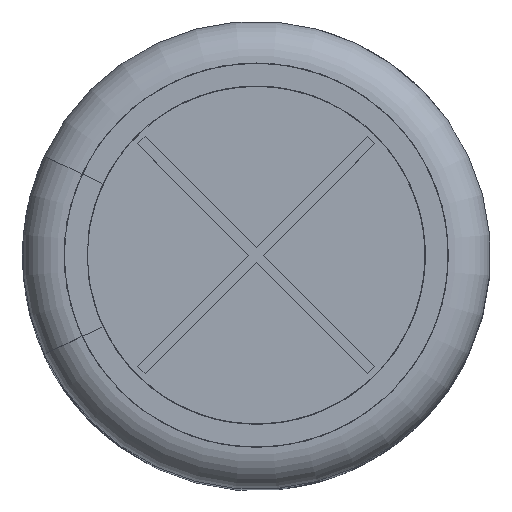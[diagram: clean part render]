
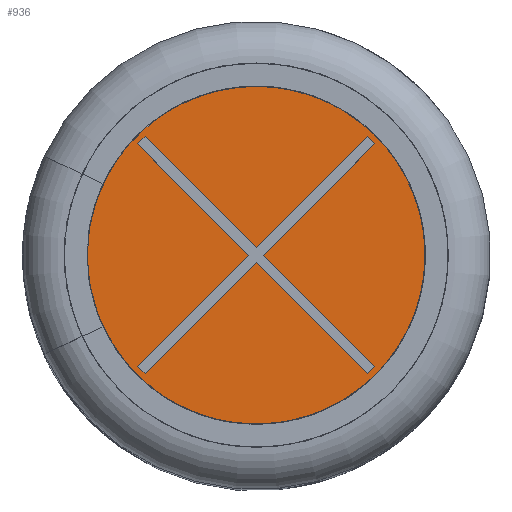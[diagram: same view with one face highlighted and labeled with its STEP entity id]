
A CAD part, top view. The second image highlights one B-rep face of the part: STEP entity #936.
In plain terms, the highlighted planar face has unit normal (0, 0, 1).
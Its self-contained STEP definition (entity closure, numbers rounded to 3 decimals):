
#936 = ADVANCED_FACE( '', ( #2265, #2266 ), #2267, .T. );
#2265 = FACE_OUTER_BOUND( '', #6374, .T. );
#2266 = FACE_BOUND( '', #6375, .T. );
#2267 = PLANE( '', #6376 );
#6374 = EDGE_LOOP( '', ( #14116 ) );
#6375 = EDGE_LOOP( '', ( #14117, #14118, #14119, #14120, #14121, #14122, #14123, #14124, #14125, #14126, #14127, #14128 ) );
#6376 = AXIS2_PLACEMENT_3D( '', #14129, #14130, #14131 );
#14116 = ORIENTED_EDGE( '', *, *, #17438, .F. );
#14117 = ORIENTED_EDGE( '', *, *, #17563, .T. );
#14118 = ORIENTED_EDGE( '', *, *, #17564, .T. );
#14119 = ORIENTED_EDGE( '', *, *, #17565, .T. );
#14120 = ORIENTED_EDGE( '', *, *, #17566, .T. );
#14121 = ORIENTED_EDGE( '', *, *, #17567, .T. );
#14122 = ORIENTED_EDGE( '', *, *, #17568, .T. );
#14123 = ORIENTED_EDGE( '', *, *, #17569, .T. );
#14124 = ORIENTED_EDGE( '', *, *, #16944, .T. );
#14125 = ORIENTED_EDGE( '', *, *, #16635, .T. );
#14126 = ORIENTED_EDGE( '', *, *, #17570, .T. );
#14127 = ORIENTED_EDGE( '', *, *, #17427, .T. );
#14128 = ORIENTED_EDGE( '', *, *, #17571, .T. );
#14129 = CARTESIAN_POINT( '', ( -6.568, 0., 31.28 ) );
#14130 = DIRECTION( '', ( 0., 0., 1. ) );
#14131 = DIRECTION( '', ( 1., 0., 0. ) );
#16635 = EDGE_CURVE( '', #18510, #18511, #18512, .T. );
#16944 = EDGE_CURVE( '', #19035, #18510, #19036, .T. );
#17427 = EDGE_CURVE( '', #19841, #19842, #19843, .T. );
#17438 = EDGE_CURVE( '', #19858, #19858, #19859, .T. );
#17563 = EDGE_CURVE( '', #20036, #20037, #20038, .T. );
#17564 = EDGE_CURVE( '', #20037, #20039, #20040, .T. );
#17565 = EDGE_CURVE( '', #20039, #20041, #20042, .T. );
#17566 = EDGE_CURVE( '', #20041, #20043, #20044, .T. );
#17567 = EDGE_CURVE( '', #20043, #20045, #20046, .T. );
#17568 = EDGE_CURVE( '', #20045, #20047, #20048, .T. );
#17569 = EDGE_CURVE( '', #20047, #19035, #20049, .T. );
#17570 = EDGE_CURVE( '', #18511, #19841, #20050, .T. );
#17571 = EDGE_CURVE( '', #19842, #20036, #20051, .T. );
#18510 = VERTEX_POINT( '', #21623 );
#18511 = VERTEX_POINT( '', #21624 );
#18512 = LINE( '', #21625, #21626 );
#19035 = VERTEX_POINT( '', #22842 );
#19036 = LINE( '', #22843, #22844 );
#19841 = VERTEX_POINT( '', #25008 );
#19842 = VERTEX_POINT( '', #25009 );
#19843 = LINE( '', #25010, #25011 );
#19858 = VERTEX_POINT( '', #25031 );
#19859 = CIRCLE( '', #25032, 6.568 );
#20036 = VERTEX_POINT( '', #25464 );
#20037 = VERTEX_POINT( '', #25465 );
#20038 = LINE( '', #25466, #25467 );
#20039 = VERTEX_POINT( '', #25468 );
#20040 = LINE( '', #25469, #25470 );
#20041 = VERTEX_POINT( '', #25471 );
#20042 = LINE( '', #25472, #25473 );
#20043 = VERTEX_POINT( '', #25474 );
#20044 = LINE( '', #25475, #25476 );
#20045 = VERTEX_POINT( '', #25477 );
#20046 = LINE( '', #25478, #25479 );
#20047 = VERTEX_POINT( '', #25480 );
#20048 = LINE( '', #25481, #25482 );
#20049 = LINE( '', #25483, #25484 );
#20050 = LINE( '', #25485, #25486 );
#20051 = LINE( '', #25487, #25488 );
#21623 = CARTESIAN_POINT( '', ( 0., -0.251, 31.28 ) );
#21624 = CARTESIAN_POINT( '', ( -3.801, -4.052, 31.28 ) );
#21625 = CARTESIAN_POINT( '', ( 0., -0.251, 31.28 ) );
#21626 = VECTOR( '', #27449, 1000. );
#22842 = CARTESIAN_POINT( '', ( 3.801, -4.052, 31.28 ) );
#22843 = CARTESIAN_POINT( '', ( 0., -0.251, 31.28 ) );
#22844 = VECTOR( '', #27774, 1000. );
#25008 = CARTESIAN_POINT( '', ( -4.052, -3.801, 31.28 ) );
#25009 = CARTESIAN_POINT( '', ( -0.251, 0., 31.28 ) );
#25010 = CARTESIAN_POINT( '', ( -0.251, 0., 31.28 ) );
#25011 = VECTOR( '', #28312, 1000. );
#25031 = CARTESIAN_POINT( '', ( -6.568, 0., 31.28 ) );
#25032 = AXIS2_PLACEMENT_3D( '', #28324, #28325, #28326 );
#25464 = CARTESIAN_POINT( '', ( -4.052, 3.801, 31.28 ) );
#25465 = CARTESIAN_POINT( '', ( -3.801, 4.052, 31.28 ) );
#25466 = CARTESIAN_POINT( '', ( -3.801, 4.052, 31.28 ) );
#25467 = VECTOR( '', #28438, 1000. );
#25468 = CARTESIAN_POINT( '', ( 0., 0.251, 31.28 ) );
#25469 = CARTESIAN_POINT( '', ( 0., 0.251, 31.28 ) );
#25470 = VECTOR( '', #28439, 1000. );
#25471 = CARTESIAN_POINT( '', ( 3.801, 4.052, 31.28 ) );
#25472 = CARTESIAN_POINT( '', ( 0., 0.251, 31.28 ) );
#25473 = VECTOR( '', #28440, 1000. );
#25474 = CARTESIAN_POINT( '', ( 4.052, 3.801, 31.28 ) );
#25475 = CARTESIAN_POINT( '', ( 4.052, 3.801, 31.28 ) );
#25476 = VECTOR( '', #28441, 1000. );
#25477 = CARTESIAN_POINT( '', ( 0.251, 0., 31.28 ) );
#25478 = CARTESIAN_POINT( '', ( 0.251, 0., 31.28 ) );
#25479 = VECTOR( '', #28442, 1000. );
#25480 = CARTESIAN_POINT( '', ( 4.052, -3.801, 31.28 ) );
#25481 = CARTESIAN_POINT( '', ( 0.251, 0., 31.28 ) );
#25482 = VECTOR( '', #28443, 1000. );
#25483 = CARTESIAN_POINT( '', ( 4.052, -3.801, 31.28 ) );
#25484 = VECTOR( '', #28444, 1000. );
#25485 = CARTESIAN_POINT( '', ( -3.801, -4.052, 31.28 ) );
#25486 = VECTOR( '', #28445, 1000. );
#25487 = CARTESIAN_POINT( '', ( -0.251, 0., 31.28 ) );
#25488 = VECTOR( '', #28446, 1000. );
#27449 = DIRECTION( '', ( -0.707, -0.707, 0. ) );
#27774 = DIRECTION( '', ( -0.707, 0.707, 0. ) );
#28312 = DIRECTION( '', ( 0.707, 0.707, 0. ) );
#28324 = CARTESIAN_POINT( '', ( 0., 0., 31.28 ) );
#28325 = DIRECTION( '', ( 0., 0., -1. ) );
#28326 = DIRECTION( '', ( -1., 0., 0. ) );
#28438 = DIRECTION( '', ( 0.707, 0.707, 0. ) );
#28439 = DIRECTION( '', ( 0.707, -0.707, 0. ) );
#28440 = DIRECTION( '', ( 0.707, 0.707, 0. ) );
#28441 = DIRECTION( '', ( 0.707, -0.707, 0. ) );
#28442 = DIRECTION( '', ( -0.707, -0.707, 0. ) );
#28443 = DIRECTION( '', ( 0.707, -0.707, 0. ) );
#28444 = DIRECTION( '', ( -0.707, -0.707, 0. ) );
#28445 = DIRECTION( '', ( -0.707, 0.707, 0. ) );
#28446 = DIRECTION( '', ( -0.707, 0.707, 0. ) );
